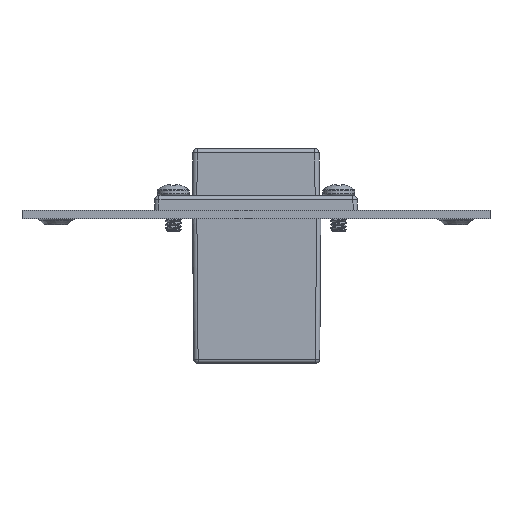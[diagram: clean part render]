
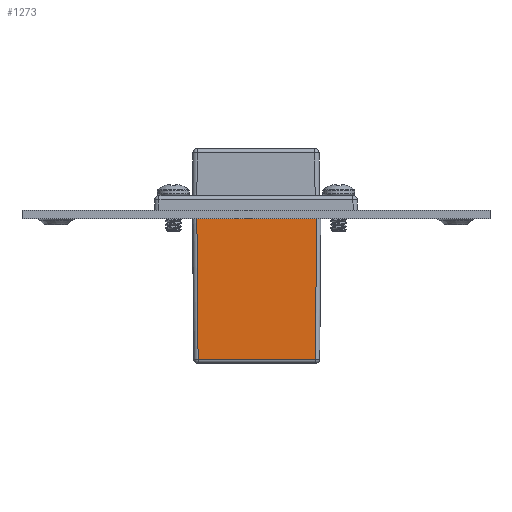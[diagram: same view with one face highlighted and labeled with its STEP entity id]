
A CAD part, left-side view. The second image highlights one B-rep face of the part: STEP entity #1273.
In plain terms, the highlighted planar face has unit normal (-1, 0, -0.009).
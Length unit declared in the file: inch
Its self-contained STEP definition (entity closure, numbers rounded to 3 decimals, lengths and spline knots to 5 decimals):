
#1273 = ADVANCED_FACE ( 'NONE', ( #41612 ), #5939, .T. ) ;
#3117 = DIRECTION ( 'NONE',  ( 0.009, -0.009, -1. ) ) ;
#3951 = LINE ( 'NONE', #40381, #65855 ) ;
#4442 = CARTESIAN_POINT ( 'NONE',  ( -0.3287, -0.41367, 0.98845 ) ) ;
#5939 = PLANE ( 'NONE',  #67519 ) ;
#6557 = LINE ( 'NONE', #74938, #34788 ) ;
#10543 = LINE ( 'NONE', #4442, #74300 ) ;
#11221 = ORIENTED_EDGE ( 'NONE', *, *, #76186, .T. ) ;
#11997 = DIRECTION ( 'NONE',  ( -0.009, 0., 1. ) ) ;
#13781 = VECTOR ( 'NONE', #46733, 39.37008 ) ;
#18862 = ORIENTED_EDGE ( 'NONE', *, *, #53801, .F. ) ;
#19854 = CARTESIAN_POINT ( 'NONE',  ( -0.31973, 0.40469, -0.04034 ) ) ;
#28824 = EDGE_CURVE ( 'NONE', #77029, #36267, #3951, .T. ) ;
#29708 = LINE ( 'NONE', #40728, #13781 ) ;
#34788 = VECTOR ( 'NONE', #3117, 39.37008 ) ;
#36267 = VERTEX_POINT ( 'NONE', #51336 ) ;
#40381 = CARTESIAN_POINT ( 'NONE',  ( -0.31973, -0.43443, -0.04034 ) ) ;
#40728 = CARTESIAN_POINT ( 'NONE',  ( -0.3287, 0.43504, 0.98819 ) ) ;
#41612 = FACE_OUTER_BOUND ( 'NONE', #55779, .T. ) ;
#44360 = EDGE_CURVE ( 'NONE', #68047, #77029, #6557, .T. ) ;
#46733 = DIRECTION ( 'NONE',  ( 0., -1., 0. ) ) ;
#47894 = DIRECTION ( 'NONE',  ( -1., 0., -0.009 ) ) ;
#51336 = CARTESIAN_POINT ( 'NONE',  ( -0.31973, -0.40469, -0.04034 ) ) ;
#53689 = CARTESIAN_POINT ( 'NONE',  ( -0.32008, 0.43504, 0. ) ) ;
#53801 = EDGE_CURVE ( '??45', #68047, #59080, #29708, .T. ) ;
#54628 = CARTESIAN_POINT ( 'NONE',  ( -0.3287, -0.41366, 0.98819 ) ) ;
#55779 = EDGE_LOOP ( 'NONE', ( #61715, #11221, #18862, #59551 ) ) ;
#59080 = VERTEX_POINT ( 'NONE', #54628 ) ;
#59551 = ORIENTED_EDGE ( 'NONE', *, *, #44360, .T. ) ;
#61715 = ORIENTED_EDGE ( 'NONE', *, *, #28824, .T. ) ;
#65855 = VECTOR ( 'NONE', #76163, 39.37008 ) ;
#67519 = AXIS2_PLACEMENT_3D ( 'NONE', #53689, #47894, #11997 ) ;
#68047 = VERTEX_POINT ( 'NONE', #74232 ) ;
#70239 = DIRECTION ( 'NONE',  ( -0.009, -0.009, 1. ) ) ;
#74232 = CARTESIAN_POINT ( 'NONE',  ( -0.3287, 0.41366, 0.98819 ) ) ;
#74300 = VECTOR ( 'NONE', #70239, 39.37008 ) ;
#74938 = CARTESIAN_POINT ( 'NONE',  ( -0.32008, 0.40504, 0.00026 ) ) ;
#76163 = DIRECTION ( 'NONE',  ( 0., -1., 0. ) ) ;
#76186 = EDGE_CURVE ( 'NONE', #36267, #59080, #10543, .T. ) ;
#77029 = VERTEX_POINT ( 'NONE', #19854 ) ;
